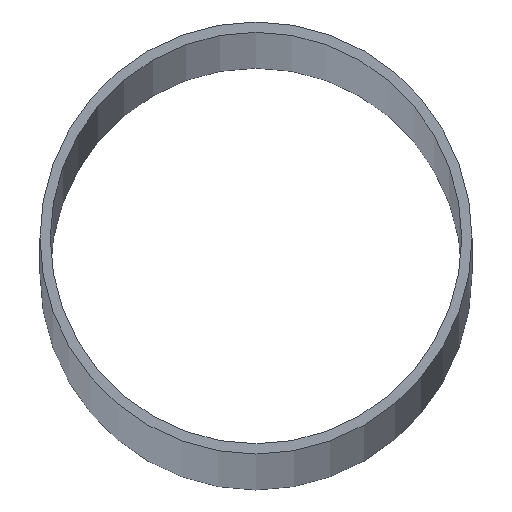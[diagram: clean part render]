
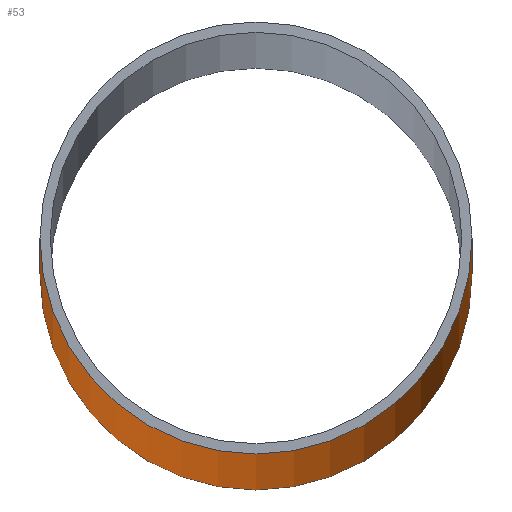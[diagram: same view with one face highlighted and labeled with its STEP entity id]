
A CAD part, top view. The second image highlights one B-rep face of the part: STEP entity #53.
In plain terms, the highlighted cylindrical face has radius 31.5 mm (diameter 63 mm), a partial arc.
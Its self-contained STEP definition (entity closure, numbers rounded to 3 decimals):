
#8 = CIRCLE ( 'NONE', #187, 31.5 ) ;
#15 = EDGE_CURVE ( 'NONE', #55, #128, #203, .T. ) ;
#20 = ORIENTED_EDGE ( 'NONE', *, *, #119, .F. ) ;
#34 = VECTOR ( 'NONE', #172, 1000. ) ;
#36 = ORIENTED_EDGE ( 'NONE', *, *, #15, .T. ) ;
#42 = EDGE_LOOP ( 'NONE', ( #164, #204, #36, #20 ) ) ;
#44 = LINE ( 'NONE', #189, #34 ) ;
#47 = DIRECTION ( 'NONE',  ( 0., 0., 1. ) ) ;
#49 = DIRECTION ( 'NONE',  ( 1., 0., 0. ) ) ;
#53 = ADVANCED_FACE ( 'NONE', ( #112 ), #62, .T. ) ;
#55 = VERTEX_POINT ( 'NONE', #142 ) ;
#61 = CARTESIAN_POINT ( 'NONE',  ( 0., 0., -3000. ) ) ;
#62 = CYLINDRICAL_SURFACE ( 'NONE', #147, 31.5 ) ;
#74 = CARTESIAN_POINT ( 'NONE',  ( 0., 0., -3000. ) ) ;
#80 = DIRECTION ( 'NONE',  ( 1., 0., 0. ) ) ;
#90 = EDGE_CURVE ( 'NONE', #182, #117, #44, .T. ) ;
#109 = CIRCLE ( 'NONE', #136, 31.5 ) ;
#110 = DIRECTION ( 'NONE',  ( 0., 0., 1. ) ) ;
#112 = FACE_OUTER_BOUND ( 'NONE', #42, .T. ) ;
#117 = VERTEX_POINT ( 'NONE', #179 ) ;
#119 = EDGE_CURVE ( 'NONE', #117, #128, #109, .T. ) ;
#120 = CARTESIAN_POINT ( 'NONE',  ( 0., 0., 0. ) ) ;
#128 = VERTEX_POINT ( 'NONE', #134 ) ;
#134 = CARTESIAN_POINT ( 'NONE',  ( 31.5, 0., 0. ) ) ;
#136 = AXIS2_PLACEMENT_3D ( 'NONE', #120, #208, #49 ) ;
#142 = CARTESIAN_POINT ( 'NONE',  ( 31.5, 0., -3000. ) ) ;
#147 = AXIS2_PLACEMENT_3D ( 'NONE', #74, #154, #177 ) ;
#154 = DIRECTION ( 'NONE',  ( 0., 0., 1. ) ) ;
#159 = EDGE_CURVE ( 'NONE', #182, #55, #8, .T. ) ;
#164 = ORIENTED_EDGE ( 'NONE', *, *, #90, .F. ) ;
#167 = CARTESIAN_POINT ( 'NONE',  ( -31.5, 0., -3000. ) ) ;
#172 = DIRECTION ( 'NONE',  ( 0., 0., 1. ) ) ;
#177 = DIRECTION ( 'NONE',  ( 1., 0., 0. ) ) ;
#179 = CARTESIAN_POINT ( 'NONE',  ( -31.5, 0., 0. ) ) ;
#182 = VERTEX_POINT ( 'NONE', #167 ) ;
#187 = AXIS2_PLACEMENT_3D ( 'NONE', #61, #47, #80 ) ;
#189 = CARTESIAN_POINT ( 'NONE',  ( -31.5, 0., -3000. ) ) ;
#194 = CARTESIAN_POINT ( 'NONE',  ( 31.5, 0., -3000. ) ) ;
#203 = LINE ( 'NONE', #194, #211 ) ;
#204 = ORIENTED_EDGE ( 'NONE', *, *, #159, .T. ) ;
#208 = DIRECTION ( 'NONE',  ( 0., 0., 1. ) ) ;
#211 = VECTOR ( 'NONE', #110, 1000. ) ;
